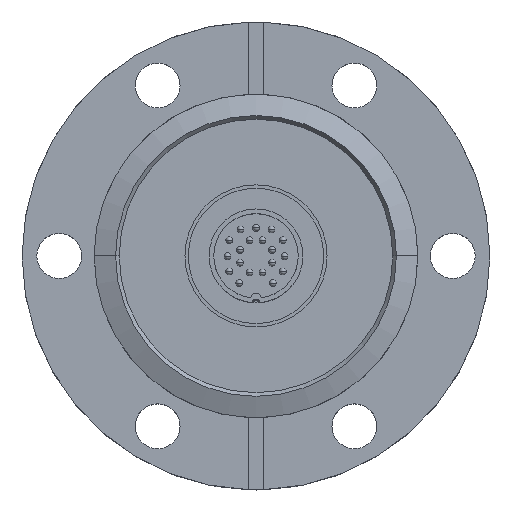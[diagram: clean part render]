
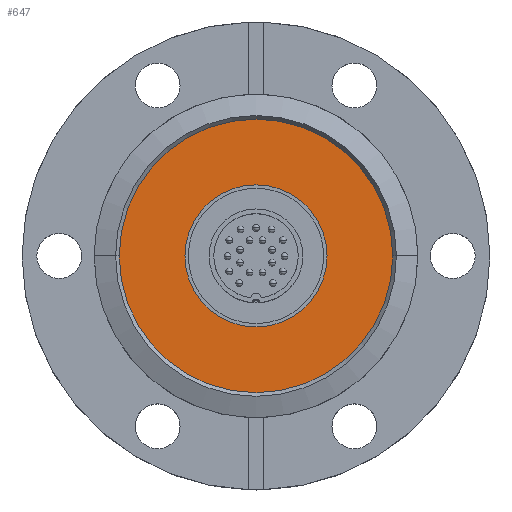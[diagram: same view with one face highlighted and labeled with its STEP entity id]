
A CAD part, top view. The second image highlights one B-rep face of the part: STEP entity #647.
In plain terms, the highlighted planar face has unit normal (0, 0, 1).
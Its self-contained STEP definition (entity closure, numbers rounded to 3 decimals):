
#647=ADVANCED_FACE('',(#1381,#1382),#1383,.F.);
#1381=FACE_BOUND('',#2150,.T.);
#1382=FACE_OUTER_BOUND('',#2151,.T.);
#1383=PLANE('',#2152);
#2150=EDGE_LOOP('',(#3883,#3884));
#2151=EDGE_LOOP('',(#3885,#3886));
#2152=AXIS2_PLACEMENT_3D('',#3887,#3888,#3889);
#3883=ORIENTED_EDGE('',*,*,#4407,.T.);
#3884=ORIENTED_EDGE('',*,*,#4225,.T.);
#3885=ORIENTED_EDGE('',*,*,#4831,.T.);
#3886=ORIENTED_EDGE('',*,*,#4898,.T.);
#3887=CARTESIAN_POINT('',(138.298,105.,3.95));
#3888=DIRECTION('',(0.0,0.,-1.0));
#3889=DIRECTION('',(1.0,0.0,0.0));
#4225=EDGE_CURVE('',#4962,#4966,#4968,.T.);
#4407=EDGE_CURVE('',#4966,#4962,#5273,.T.);
#4831=EDGE_CURVE('',#5879,#5881,#5883,.T.);
#4898=EDGE_CURVE('',#5881,#5879,#5953,.T.);
#4962=VERTEX_POINT('',#6018);
#4966=VERTEX_POINT('',#6023);
#4968=CIRCLE('',#6026,10.6);
#5273=CIRCLE('',#6414,10.6);
#5879=VERTEX_POINT('',#7127);
#5881=VERTEX_POINT('',#7130);
#5883=CIRCLE('',#7133,20.405);
#5953=CIRCLE('',#7231,20.405);
#6018=CARTESIAN_POINT('',(159.1,105.0,3.95));
#6023=CARTESIAN_POINT('',(137.9,105.0,3.95));
#6026=AXIS2_PLACEMENT_3D('',#7307,#7308,#7309);
#6414=AXIS2_PLACEMENT_3D('',#7627,#7628,#7629);
#7127=CARTESIAN_POINT('',(128.095,105.,3.95));
#7130=CARTESIAN_POINT('',(168.904,105.,3.95));
#7133=AXIS2_PLACEMENT_3D('',#8415,#8416,#8417);
#7231=AXIS2_PLACEMENT_3D('',#8471,#8472,#8473);
#7307=CARTESIAN_POINT('',(148.5,105.0,3.95));
#7308=DIRECTION('',(0.0,0.,-1.0));
#7309=DIRECTION('',(1.0,0.0,0.0));
#7627=CARTESIAN_POINT('',(148.5,105.0,3.95));
#7628=DIRECTION('',(0.0,0.,-1.0));
#7629=DIRECTION('',(1.0,0.0,0.0));
#8415=CARTESIAN_POINT('',(148.5,105.,3.95));
#8416=DIRECTION('',(0.,0.,1.0));
#8417=DIRECTION('',(-1.0,0.,0.));
#8471=CARTESIAN_POINT('',(148.5,105.,3.95));
#8472=DIRECTION('',(0.,0.,1.0));
#8473=DIRECTION('',(-1.0,0.,0.));
